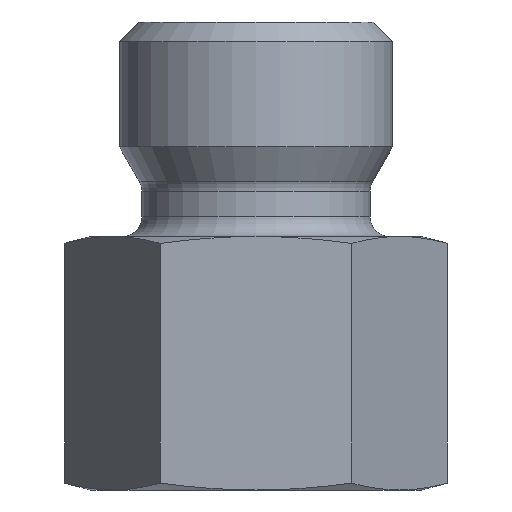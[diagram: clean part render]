
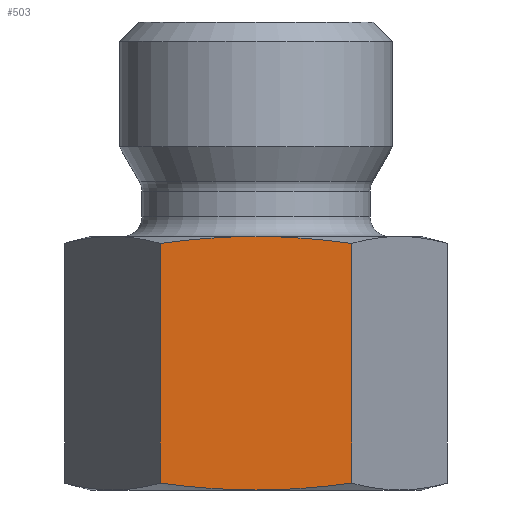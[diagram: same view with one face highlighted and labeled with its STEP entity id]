
A CAD part, left-side view. The second image highlights one B-rep face of the part: STEP entity #503.
In plain terms, the highlighted planar face has unit normal (-1, 0, 0).
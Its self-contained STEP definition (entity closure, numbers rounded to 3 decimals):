
#132=CARTESIAN_POINT('',(-8.5,0.,0.0));
#133=VERTEX_POINT('',#132);
#297=CARTESIAN_POINT('',(-8.5,4.907,0.352));
#298=VERTEX_POINT('',#297);
#313=CARTESIAN_POINT('',(-8.5,4.907,0.352));
#314=CARTESIAN_POINT('',(-8.5,2.278,0.));
#315=CARTESIAN_POINT('',(-8.5,0.,0.0));
#323=(BOUNDED_CURVE()B_SPLINE_CURVE(2,(#313,#314,#315),.UNSPECIFIED.,.F.,.U.)B_SPLINE_CURVE_WITH_KNOTS((3,3),(0.609,1.187),.UNSPECIFIED.)CURVE()GEOMETRIC_REPRESENTATION_ITEM()RATIONAL_B_SPLINE_CURVE((1.082,1.079,1.0))REPRESENTATION_ITEM(''));
#324=EDGE_CURVE('',#298,#133,#323,.T.);
#334=CARTESIAN_POINT('',(-8.5,-4.907,0.352));
#335=VERTEX_POINT('',#334);
#336=CARTESIAN_POINT('',(-8.5,0.,0.0));
#337=CARTESIAN_POINT('',(-8.5,-2.278,0.));
#338=CARTESIAN_POINT('',(-8.5,-4.907,0.352));
#346=(BOUNDED_CURVE()B_SPLINE_CURVE(2,(#336,#337,#338),.UNSPECIFIED.,.F.,.U.)B_SPLINE_CURVE_WITH_KNOTS((3,3),(1.187,1.766),.UNSPECIFIED.)CURVE()GEOMETRIC_REPRESENTATION_ITEM()RATIONAL_B_SPLINE_CURVE((1.0,1.079,1.082))REPRESENTATION_ITEM(''));
#347=EDGE_CURVE('',#133,#335,#346,.T.);
#410=CARTESIAN_POINT('',(-8.5,4.907,12.648));
#411=VERTEX_POINT('',#410);
#412=CARTESIAN_POINT('',(-8.5,4.907,0.352));
#413=DIRECTION('',(0.0,0.0,1.0));
#414=VECTOR('',#413,12.295);
#415=LINE('',#412,#414);
#416=EDGE_CURVE('',#298,#411,#415,.T.);
#457=CARTESIAN_POINT('',(-8.5,-4.907,0.0));
#458=DIRECTION('',(-1.0,0.0,0.0));
#459=DIRECTION('',(0.0,0.0,1.0));
#460=AXIS2_PLACEMENT_3D('',#457,#458,#459);
#461=PLANE('',#460);
#462=ORIENTED_EDGE('',*,*,#324,.T.);
#463=ORIENTED_EDGE('',*,*,#347,.T.);
#464=CARTESIAN_POINT('',(-8.5,-4.907,12.648));
#465=VERTEX_POINT('',#464);
#466=CARTESIAN_POINT('',(-8.5,-4.907,0.352));
#467=DIRECTION('',(0.0,0.0,1.0));
#468=VECTOR('',#467,12.295);
#469=LINE('',#466,#468);
#470=EDGE_CURVE('',#335,#465,#469,.T.);
#471=ORIENTED_EDGE('',*,*,#470,.T.);
#472=CARTESIAN_POINT('',(-8.5,0.,13.));
#473=VERTEX_POINT('',#472);
#474=CARTESIAN_POINT('',(-8.5,-4.907,12.648));
#475=CARTESIAN_POINT('',(-8.5,-2.278,13.));
#476=CARTESIAN_POINT('',(-8.5,0.,13.));
#484=(BOUNDED_CURVE()B_SPLINE_CURVE(2,(#474,#475,#476),.UNSPECIFIED.,.F.,.U.)B_SPLINE_CURVE_WITH_KNOTS((3,3),(0.609,1.187),.UNSPECIFIED.)CURVE()GEOMETRIC_REPRESENTATION_ITEM()RATIONAL_B_SPLINE_CURVE((1.082,1.079,1.0))REPRESENTATION_ITEM(''));
#485=EDGE_CURVE('',#465,#473,#484,.T.);
#486=ORIENTED_EDGE('',*,*,#485,.T.);
#487=CARTESIAN_POINT('',(-8.5,0.,13.));
#488=CARTESIAN_POINT('',(-8.5,2.278,13.));
#489=CARTESIAN_POINT('',(-8.5,4.907,12.648));
#497=(BOUNDED_CURVE()B_SPLINE_CURVE(2,(#487,#488,#489),.UNSPECIFIED.,.F.,.U.)B_SPLINE_CURVE_WITH_KNOTS((3,3),(1.187,1.766),.UNSPECIFIED.)CURVE()GEOMETRIC_REPRESENTATION_ITEM()RATIONAL_B_SPLINE_CURVE((1.0,1.079,1.082))REPRESENTATION_ITEM(''));
#498=EDGE_CURVE('',#473,#411,#497,.T.);
#499=ORIENTED_EDGE('',*,*,#498,.T.);
#500=ORIENTED_EDGE('',*,*,#416,.F.);
#501=EDGE_LOOP('',(#462,#463,#471,#486,#499,#500));
#502=FACE_OUTER_BOUND('',#501,.T.);
#503=ADVANCED_FACE('',(#502),#461,.T.);
